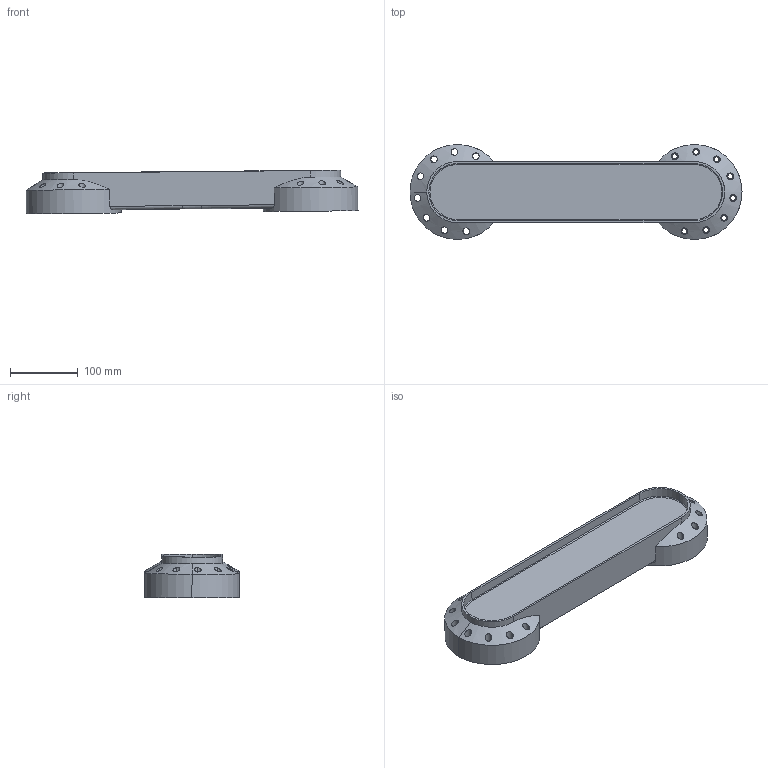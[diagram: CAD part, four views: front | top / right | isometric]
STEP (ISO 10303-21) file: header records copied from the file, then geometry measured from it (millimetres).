
FILE_DESCRIPTION (( 'STEP AP214' ), '1' );
FILE_NAME ('Joint_2.STEP', '2024-07-02T05:42:42', ( '' ), ( '' ), 'SwSTEP 2.0', 'SolidWorks 2022', '' );
FILE_SCHEMA (( 'AUTOMOTIVE_DESIGN' ));
Length unit declared in the file: millimetre
Products named in the file (1): Joint_2
Bounding box: 490.3 x 140.11 x 64.56 mm (x, y, z)
Volume: 2014647.5 mm3; surface area: 196587.6 mm2
Topology: 1 solids, 1 shells, 111 faces, 282 edges, 184 vertices
Faces by surface type: cylinder 75, plane 25, torus 8, cone 3
Entity records: 4784 total; most frequent: CARTESIAN_POINT 2022, ORIENTED_EDGE 564, DIRECTION 564, EDGE_CURVE 282, AXIS2_PLACEMENT_3D 230, VERTEX_POINT 184, EDGE_LOOP 154, CIRCLE 118
